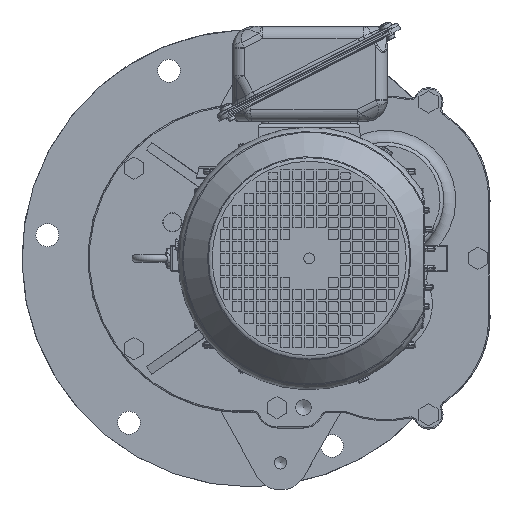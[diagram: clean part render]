
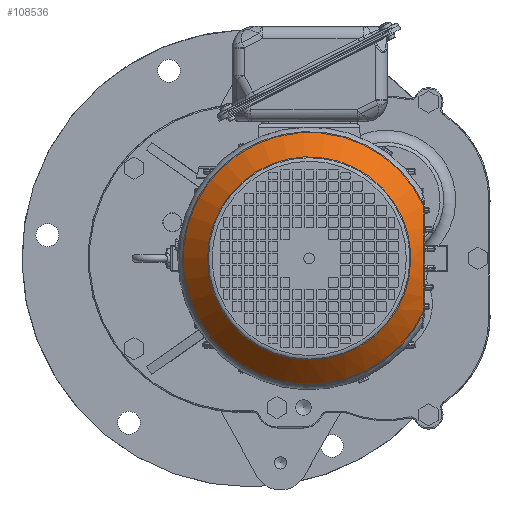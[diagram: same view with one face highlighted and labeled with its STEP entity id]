
A CAD part, left-side view. The second image highlights one B-rep face of the part: STEP entity #108536.
In plain terms, the highlighted conical face has half-angle 41.906 degrees and reference radius 109.25 mm.
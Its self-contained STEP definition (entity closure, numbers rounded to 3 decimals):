
#4340 = CARTESIAN_POINT ( 'NONE',  ( -518.69, -144.74, -25.958 ) ) ;
#4607 = AXIS2_PLACEMENT_3D ( 'NONE', #32625, #117594, #107247 ) ;
#13150 = EDGE_LOOP ( 'NONE', ( #103029 ) ) ;
#14708 = CARTESIAN_POINT ( 'NONE',  ( -519.202, -144.74, -24.139 ) ) ;
#15393 = CARTESIAN_POINT ( 'NONE',  ( -512.025, -144.74, -43.543 ) ) ;
#16076 = CARTESIAN_POINT ( 'NONE',  ( -515.032, -144.74, -36.681 ) ) ;
#16440 = DIRECTION ( 'NONE',  ( 1., 0., 0. ) ) ;
#17089 = FACE_OUTER_BOUND ( 'NONE', #58997, .T. ) ;
#25059 = CARTESIAN_POINT ( 'NONE',  ( -520.583, -144.74, -18.667 ) ) ;
#25491 = VERTEX_POINT ( 'NONE', #89769 ) ;
#25745 = CARTESIAN_POINT ( 'NONE',  ( -516.963, -144.74, -31.371 ) ) ;
#26426 = CARTESIAN_POINT ( 'NONE',  ( -522.509, -144.74, -3.872 ) ) ;
#32625 = CARTESIAN_POINT ( 'NONE',  ( -512.025, -48.74, 0. ) ) ;
#33270 = AXIS2_PLACEMENT_3D ( 'NONE', #111112, #16440, #91073 ) ;
#33693 = AXIS2_PLACEMENT_3D ( 'NONE', #116505, #53610, #93070 ) ;
#34752 = CARTESIAN_POINT ( 'NONE',  ( -522.017, -144.74, 9.319 ) ) ;
#35420 = CARTESIAN_POINT ( 'NONE',  ( -512.812, -144.74, 41.834 ) ) ;
#36787 = CARTESIAN_POINT ( 'NONE',  ( -514.655, -144.74, 37.479 ) ) ;
#46463 = CARTESIAN_POINT ( 'NONE',  ( -522.258, -144.74, -7.597 ) ) ;
#47192 = ORIENTED_EDGE ( 'NONE', *, *, #106230, .T. ) ;
#53610 = DIRECTION ( 'NONE',  ( 1., 0., 0. ) ) ;
#55483 = CARTESIAN_POINT ( 'NONE',  ( -513.569, -144.74, 40.105 ) ) ;
#56166 = CARTESIAN_POINT ( 'NONE',  ( -515.693, -144.74, 34.835 ) ) ;
#58997 = EDGE_LOOP ( 'NONE', ( #88981, #47192 ) ) ;
#64430 = B_SPLINE_CURVE_WITH_KNOTS ( 'NONE', 3,
 ( #86608, #35420, #55483, #36787, #100388, #56166, #77587, #97672, #76236, #99035, #89320, #110746, #34752, #68584, #119729, #121093, #110066, #26426, #46463, #118377, #25059, #14708, #4340, #120417, #25745, #16076, #67891, #15393 ),
 .UNSPECIFIED., .F., .F.,
 ( 4, 2, 2, 2, 2, 2, 2, 2, 2, 2, 2, 2, 2, 4 ),
 ( 0.071, 0.076, 0.079, 0.082, 0.093, 0.104, 0.107, 0.11, 0.115, 0.126, 0.138, 0.143, 0.149, 0.16 ),
 .UNSPECIFIED. ) ;
#67891 = CARTESIAN_POINT ( 'NONE',  ( -513.59, -144.74, -40.143 ) ) ;
#68064 = VERTEX_POINT ( 'NONE', #92514 ) ;
#68584 = CARTESIAN_POINT ( 'NONE',  ( -522.2, -144.74, 7.429 ) ) ;
#69607 = FACE_BOUND ( 'NONE', #13150, .T. ) ;
#72411 = CARTESIAN_POINT ( 'NONE',  ( -512.025, -144.74, -43.543 ) ) ;
#73642 = VERTEX_POINT ( 'NONE', #72411 ) ;
#76236 = CARTESIAN_POINT ( 'NONE',  ( -518.753, -144.74, 25.923 ) ) ;
#77587 = CARTESIAN_POINT ( 'NONE',  ( -516.026, -144.74, 33.95 ) ) ;
#86608 = CARTESIAN_POINT ( 'NONE',  ( -512.025, -144.74, 43.543 ) ) ;
#88981 = ORIENTED_EDGE ( 'NONE', *, *, #112885, .F. ) ;
#89320 = CARTESIAN_POINT ( 'NONE',  ( -521.305, -144.74, 14.948 ) ) ;
#89769 = CARTESIAN_POINT ( 'NONE',  ( -535.34, 35.75, 0. ) ) ;
#90699 = CIRCLE ( 'NONE', #33270, 84.49 ) ;
#91073 = DIRECTION ( 'NONE',  ( 0., 1., 0. ) ) ;
#92514 = CARTESIAN_POINT ( 'NONE',  ( -512.025, -144.74, 43.543 ) ) ;
#92910 = CIRCLE ( 'NONE', #4607, 105.414 ) ;
#93070 = DIRECTION ( 'NONE',  ( 0., -1., 0. ) ) ;
#95569 = CONICAL_SURFACE ( 'NONE', #33693, 109.25, 0.731 ) ;
#97672 = CARTESIAN_POINT ( 'NONE',  ( -517.635, -144.74, 29.514 ) ) ;
#99035 = CARTESIAN_POINT ( 'NONE',  ( -520.588, -144.74, 18.64 ) ) ;
#100388 = CARTESIAN_POINT ( 'NONE',  ( -515.008, -144.74, 36.599 ) ) ;
#103029 = ORIENTED_EDGE ( 'NONE', *, *, #126170, .T. ) ;
#106230 = EDGE_CURVE ( 'NONE', #68064, #73642, #92910, .T. ) ;
#107247 = DIRECTION ( 'NONE',  ( 0., 1., 0. ) ) ;
#108536 = ADVANCED_FACE ( 'NONE', ( #69607, #17089 ), #95569, .T. ) ;
#110066 = CARTESIAN_POINT ( 'NONE',  ( -522.517, -144.74, 1.759 ) ) ;
#110746 = CARTESIAN_POINT ( 'NONE',  ( -521.91, -144.74, 10.26 ) ) ;
#111112 = CARTESIAN_POINT ( 'NONE',  ( -535.34, -48.74, 0. ) ) ;
#112885 = EDGE_CURVE ( 'NONE', #68064, #73642, #64430, .T. ) ;
#116505 = CARTESIAN_POINT ( 'NONE',  ( -507.75, -48.74, 0. ) ) ;
#117594 = DIRECTION ( 'NONE',  ( -1., 0., 0. ) ) ;
#118377 = CARTESIAN_POINT ( 'NONE',  ( -521.295, -144.74, -14.995 ) ) ;
#119729 = CARTESIAN_POINT ( 'NONE',  ( -522.276, -144.74, 6.48 ) ) ;
#120417 = CARTESIAN_POINT ( 'NONE',  ( -517.568, -144.74, -29.581 ) ) ;
#121093 = CARTESIAN_POINT ( 'NONE',  ( -522.458, -144.74, 3.643 ) ) ;
#126170 = EDGE_CURVE ( 'NONE', #25491, #25491, #90699, .T. ) ;
